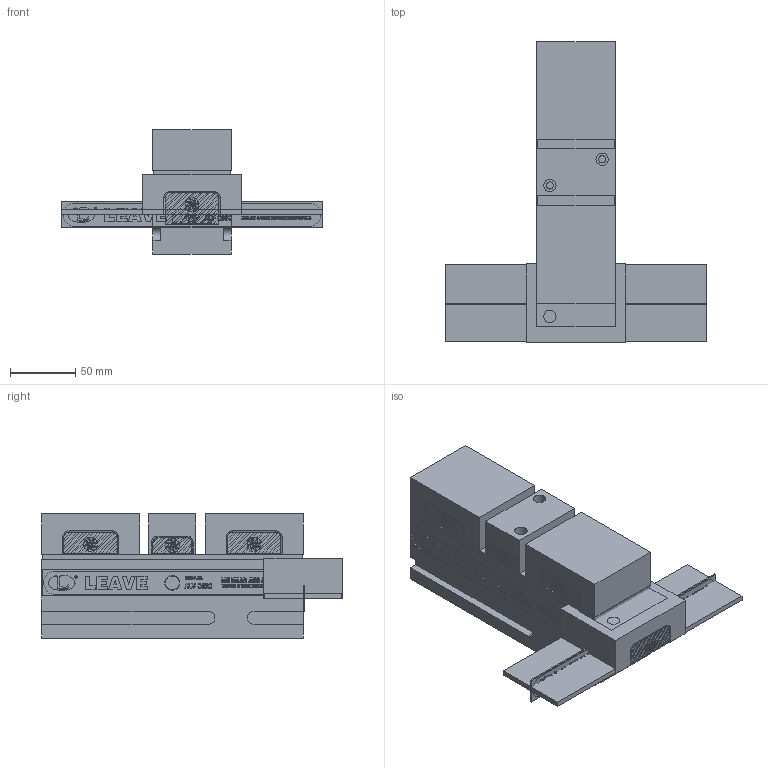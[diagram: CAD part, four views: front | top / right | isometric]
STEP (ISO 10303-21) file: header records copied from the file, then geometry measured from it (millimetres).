
FILE_DESCRIPTION( ( 'Unknown' ), '1' );
FILE_NAME( 'ALV-0620-2H.stp', 'Unknown', ( 'S.C.H' ), ( 'Unknown' ), 'XStep 1.0', 'Unknown', ' ' );
FILE_SCHEMA( ( 'CONFIG_CONTROL_DESIGN' ) );
Length unit declared in the file: millimetre
Products named in the file (11): Assem1; Assem2; Assem3; Assem4; 1; 2; 3; 4; 5; 6; 7
Bounding box: 199 x 230 x 95 mm (x, y, z)
Volume: 2839439 mm3; surface area: 424678.3 mm2
Topology: 29 solids, 29 shells, 8239 faces, 21852 edges, 14575 vertices
Faces by surface type: plane 5123, cylinder 1642, extrusion 1440, torus 28, cone 6
Full cylindrical faces by diameter (mm): 1.743 x5, 1.823 x5, 5 x6, 5.5 x6, 9.5 x6, 10.5 x5, 11.5 x5, 12 x12, 14 x3, 19 x12
Entity records: 54218 total; most frequent: CARTESIAN_POINT 14124, ORIENTED_EDGE 8490, DIRECTION 7300, EDGE_CURVE 4245, VECTOR 3304, LINE 3016, VERTEX_POINT 2848, AXIS2_PLACEMENT_3D 1998
